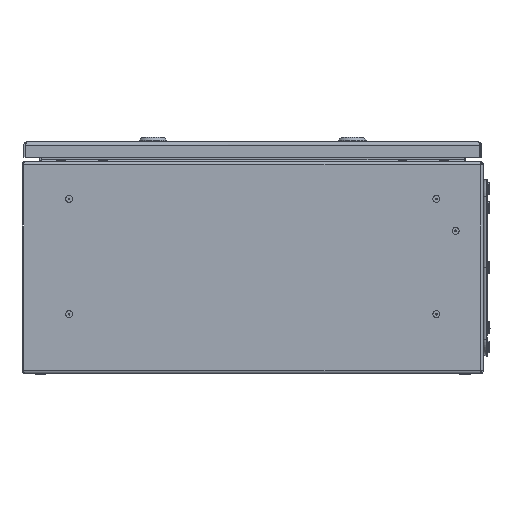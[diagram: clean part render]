
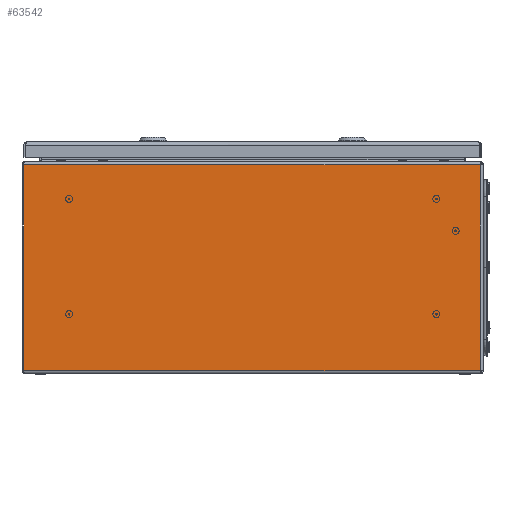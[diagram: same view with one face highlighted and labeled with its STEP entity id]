
A CAD part, left-side view. The second image highlights one B-rep face of the part: STEP entity #63542.
In plain terms, the highlighted planar face has unit normal (-1, 0, 0).
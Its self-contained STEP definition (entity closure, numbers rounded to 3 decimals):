
#590 = DIRECTION ( 'NONE',  ( 1., 0., 0. ) ) ;
#2614 = VERTEX_POINT ( 'NONE', #92428 ) ;
#2850 = CARTESIAN_POINT ( 'NONE',  ( -200., -220., 155. ) ) ;
#4053 = VERTEX_POINT ( 'NONE', #76736 ) ;
#4479 = CARTESIAN_POINT ( 'NONE',  ( -200., -199., 64.6 ) ) ;
#5073 = CIRCLE ( 'NONE', #97081, 0.883 ) ;
#5370 = CARTESIAN_POINT ( 'NONE',  ( -200., 199., 63.717 ) ) ;
#6393 = VECTOR ( 'NONE', #6982, 1000. ) ;
#6838 = EDGE_CURVE ( 'NONE', #45287, #62639, #72721, .T. ) ;
#6982 = DIRECTION ( 'NONE',  ( 0., 1., 0. ) ) ;
#7986 = EDGE_CURVE ( 'NONE', #44635, #85254, #72516, .T. ) ;
#8219 = CIRCLE ( 'NONE', #9000, 0.883 ) ;
#8641 = EDGE_CURVE ( 'NONE', #62639, #29060, #102866, .T. ) ;
#8938 = CARTESIAN_POINT ( 'NONE',  ( -200., -199., 65.483 ) ) ;
#9000 = AXIS2_PLACEMENT_3D ( 'NONE', #52537, #100581, #69184 ) ;
#9972 = EDGE_CURVE ( 'NONE', #85254, #44635, #41984, .T. ) ;
#10373 = CIRCLE ( 'NONE', #32628, 0.883 ) ;
#10384 = AXIS2_PLACEMENT_3D ( 'NONE', #101349, #590, #75810 ) ;
#10760 = DIRECTION ( 'NONE',  ( 0., 0., -1. ) ) ;
#11635 = AXIS2_PLACEMENT_3D ( 'NONE', #76134, #32951, #49909 ) ;
#11886 = EDGE_CURVE ( 'NONE', #45287, #101555, #105254, .T. ) ;
#12383 = CARTESIAN_POINT ( 'NONE',  ( -200., -246.6, 244.992 ) ) ;
#13469 = DIRECTION ( 'NONE',  ( 0., 0., -1. ) ) ;
#15022 = VERTEX_POINT ( 'NONE', #63271 ) ;
#16218 = EDGE_CURVE ( 'NONE', #29060, #101555, #45337, .T. ) ;
#18466 = CIRCLE ( 'NONE', #68881, 0.883 ) ;
#18863 = VERTEX_POINT ( 'NONE', #98046 ) ;
#19592 = DIRECTION ( 'NONE',  ( 0., 0., -1. ) ) ;
#20135 = DIRECTION ( 'NONE',  ( -1., 0., 0. ) ) ;
#20783 = EDGE_CURVE ( 'NONE', #100526, #18863, #71203, .T. ) ;
#22761 = AXIS2_PLACEMENT_3D ( 'NONE', #4479, #45747, #54219 ) ;
#23229 = DIRECTION ( 'NONE',  ( 0., 0., -1. ) ) ;
#23424 = DIRECTION ( 'NONE',  ( 0., 1., 0. ) ) ;
#23538 = ORIENTED_EDGE ( 'NONE', *, *, #75600, .F. ) ;
#24963 = EDGE_CURVE ( 'NONE', #61632, #2614, #8219, .T. ) ;
#27101 = FACE_BOUND ( 'NONE', #94772, .T. ) ;
#27299 = CARTESIAN_POINT ( 'NONE',  ( -200., 199., 188.717 ) ) ;
#28022 = EDGE_CURVE ( 'NONE', #2614, #61632, #40908, .T. ) ;
#28062 = DIRECTION ( 'NONE',  ( -1., 0., 0. ) ) ;
#29060 = VERTEX_POINT ( 'NONE', #75262 ) ;
#30968 = ORIENTED_EDGE ( 'NONE', *, *, #41125, .F. ) ;
#32269 = EDGE_LOOP ( 'NONE', ( #95131, #86592 ) ) ;
#32628 = AXIS2_PLACEMENT_3D ( 'NONE', #32894, #58325, #57591 ) ;
#32894 = CARTESIAN_POINT ( 'NONE',  ( -200., 199., 189.6 ) ) ;
#32951 = DIRECTION ( 'NONE',  ( -1., 0., 0. ) ) ;
#34283 = CARTESIAN_POINT ( 'NONE',  ( -200., 248.246, 226.6 ) ) ;
#34812 = VERTEX_POINT ( 'NONE', #108565 ) ;
#36697 = EDGE_LOOP ( 'NONE', ( #105206, #52479 ) ) ;
#37812 = VECTOR ( 'NONE', #23424, 1000. ) ;
#39123 = ORIENTED_EDGE ( 'NONE', *, *, #11886, .T. ) ;
#39623 = EDGE_CURVE ( 'NONE', #15022, #4053, #55325, .T. ) ;
#40908 = CIRCLE ( 'NONE', #22761, 0.883 ) ;
#40913 = EDGE_CURVE ( 'NONE', #34812, #82185, #10373, .T. ) ;
#41125 = EDGE_CURVE ( 'NONE', #82185, #34812, #5073, .T. ) ;
#41984 = CIRCLE ( 'NONE', #86854, 0.883 ) ;
#42965 = FACE_BOUND ( 'NONE', #36697, .T. ) ;
#42970 = CARTESIAN_POINT ( 'NONE',  ( -200., -246.6, 3.4 ) ) ;
#44635 = VERTEX_POINT ( 'NONE', #64944 ) ;
#44951 = VECTOR ( 'NONE', #13469, 1000. ) ;
#45287 = VERTEX_POINT ( 'NONE', #54814 ) ;
#45337 = LINE ( 'NONE', #106208, #82296 ) ;
#45747 = DIRECTION ( 'NONE',  ( -1., 0., 0. ) ) ;
#47095 = ORIENTED_EDGE ( 'NONE', *, *, #24963, .F. ) ;
#47163 = CARTESIAN_POINT ( 'NONE',  ( -200., -199., 189.6 ) ) ;
#49496 = FACE_BOUND ( 'NONE', #32269, .T. ) ;
#49748 = CARTESIAN_POINT ( 'NONE',  ( -200., -250., 3.4 ) ) ;
#49909 = DIRECTION ( 'NONE',  ( 0., 0., -1. ) ) ;
#52479 = ORIENTED_EDGE ( 'NONE', *, *, #7986, .F. ) ;
#52537 = CARTESIAN_POINT ( 'NONE',  ( -200., -199., 64.6 ) ) ;
#52610 = CARTESIAN_POINT ( 'NONE',  ( -200., 199., 64.6 ) ) ;
#53239 = AXIS2_PLACEMENT_3D ( 'NONE', #52610, #103996, #87369 ) ;
#54219 = DIRECTION ( 'NONE',  ( 0., 0., -1. ) ) ;
#54814 = CARTESIAN_POINT ( 'NONE',  ( -200., -246.6, 226.6 ) ) ;
#55186 = ORIENTED_EDGE ( 'NONE', *, *, #16218, .F. ) ;
#55325 = CIRCLE ( 'NONE', #57964, 0.883 ) ;
#55648 = DIRECTION ( 'NONE',  ( 0., 0., -1. ) ) ;
#56184 = FACE_OUTER_BOUND ( 'NONE', #104241, .T. ) ;
#57591 = DIRECTION ( 'NONE',  ( 0., 0., -1. ) ) ;
#57964 = AXIS2_PLACEMENT_3D ( 'NONE', #70532, #96032, #10760 ) ;
#58325 = DIRECTION ( 'NONE',  ( -1., 0., 0. ) ) ;
#58830 = FACE_BOUND ( 'NONE', #85392, .T. ) ;
#61632 = VERTEX_POINT ( 'NONE', #8938 ) ;
#61792 = ORIENTED_EDGE ( 'NONE', *, *, #28022, .F. ) ;
#62639 = VERTEX_POINT ( 'NONE', #42970 ) ;
#63271 = CARTESIAN_POINT ( 'NONE',  ( -200., -199., 190.483 ) ) ;
#63542 = ADVANCED_FACE ( 'NONE', ( #42965, #27101, #93239, #49496, #58830, #56184 ), #92837, .F. ) ;
#64019 = DIRECTION ( 'NONE',  ( 0., 0., 1. ) ) ;
#64944 = CARTESIAN_POINT ( 'NONE',  ( -200., -220.883, 155. ) ) ;
#67088 = EDGE_LOOP ( 'NONE', ( #72056, #23538 ) ) ;
#67787 = CARTESIAN_POINT ( 'NONE',  ( -200., -219.117, 155. ) ) ;
#68881 = AXIS2_PLACEMENT_3D ( 'NONE', #47163, #72681, #55648 ) ;
#69184 = DIRECTION ( 'NONE',  ( 0., 0., -1. ) ) ;
#70532 = CARTESIAN_POINT ( 'NONE',  ( -200., -199., 189.6 ) ) ;
#71203 = CIRCLE ( 'NONE', #11635, 0.883 ) ;
#72056 = ORIENTED_EDGE ( 'NONE', *, *, #39623, .F. ) ;
#72516 = CIRCLE ( 'NONE', #100919, 0.883 ) ;
#72681 = DIRECTION ( 'NONE',  ( -1., 0., 0. ) ) ;
#72721 = LINE ( 'NONE', #12383, #44951 ) ;
#73572 = ORIENTED_EDGE ( 'NONE', *, *, #6838, .F. ) ;
#74187 = DIRECTION ( 'NONE',  ( -1., 0., 0. ) ) ;
#75262 = CARTESIAN_POINT ( 'NONE',  ( -200., 248.246, 3.4 ) ) ;
#75600 = EDGE_CURVE ( 'NONE', #4053, #15022, #18466, .T. ) ;
#75810 = DIRECTION ( 'NONE',  ( 0., 0., -1. ) ) ;
#76134 = CARTESIAN_POINT ( 'NONE',  ( -200., 199., 64.6 ) ) ;
#76736 = CARTESIAN_POINT ( 'NONE',  ( -200., -199., 188.717 ) ) ;
#77920 = CARTESIAN_POINT ( 'NONE',  ( -200., 199., 189.6 ) ) ;
#79173 = DIRECTION ( 'NONE',  ( 0., 0., -1. ) ) ;
#81933 = CARTESIAN_POINT ( 'NONE',  ( -200., -220., 155. ) ) ;
#82185 = VERTEX_POINT ( 'NONE', #27299 ) ;
#82296 = VECTOR ( 'NONE', #64019, 1000. ) ;
#85254 = VERTEX_POINT ( 'NONE', #67787 ) ;
#85392 = EDGE_LOOP ( 'NONE', ( #87027, #30968 ) ) ;
#86592 = ORIENTED_EDGE ( 'NONE', *, *, #20783, .F. ) ;
#86854 = AXIS2_PLACEMENT_3D ( 'NONE', #81933, #74187, #23229 ) ;
#87027 = ORIENTED_EDGE ( 'NONE', *, *, #40913, .F. ) ;
#87369 = DIRECTION ( 'NONE',  ( 0., 0., -1. ) ) ;
#88854 = CIRCLE ( 'NONE', #53239, 0.883 ) ;
#92428 = CARTESIAN_POINT ( 'NONE',  ( -200., -199., 63.717 ) ) ;
#92837 = PLANE ( 'NONE',  #10384 ) ;
#93239 = FACE_BOUND ( 'NONE', #67088, .T. ) ;
#94772 = EDGE_LOOP ( 'NONE', ( #47095, #61792 ) ) ;
#95131 = ORIENTED_EDGE ( 'NONE', *, *, #103477, .F. ) ;
#96032 = DIRECTION ( 'NONE',  ( -1., 0., 0. ) ) ;
#97081 = AXIS2_PLACEMENT_3D ( 'NONE', #77920, #28062, #19592 ) ;
#98046 = CARTESIAN_POINT ( 'NONE',  ( -200., 199., 65.483 ) ) ;
#99178 = CARTESIAN_POINT ( 'NONE',  ( -200., -250., 226.6 ) ) ;
#100526 = VERTEX_POINT ( 'NONE', #5370 ) ;
#100581 = DIRECTION ( 'NONE',  ( -1., 0., 0. ) ) ;
#100919 = AXIS2_PLACEMENT_3D ( 'NONE', #2850, #20135, #79173 ) ;
#101349 = CARTESIAN_POINT ( 'NONE',  ( -200., -250., 226.6 ) ) ;
#101555 = VERTEX_POINT ( 'NONE', #34283 ) ;
#102866 = LINE ( 'NONE', #49748, #6393 ) ;
#103477 = EDGE_CURVE ( 'NONE', #18863, #100526, #88854, .T. ) ;
#103996 = DIRECTION ( 'NONE',  ( -1., 0., 0. ) ) ;
#104241 = EDGE_LOOP ( 'NONE', ( #107663, #73572, #39123, #55186 ) ) ;
#105206 = ORIENTED_EDGE ( 'NONE', *, *, #9972, .F. ) ;
#105254 = LINE ( 'NONE', #99178, #37812 ) ;
#106208 = CARTESIAN_POINT ( 'NONE',  ( -200., 248.246, 226.6 ) ) ;
#107663 = ORIENTED_EDGE ( 'NONE', *, *, #8641, .F. ) ;
#108565 = CARTESIAN_POINT ( 'NONE',  ( -200., 199., 190.483 ) ) ;
